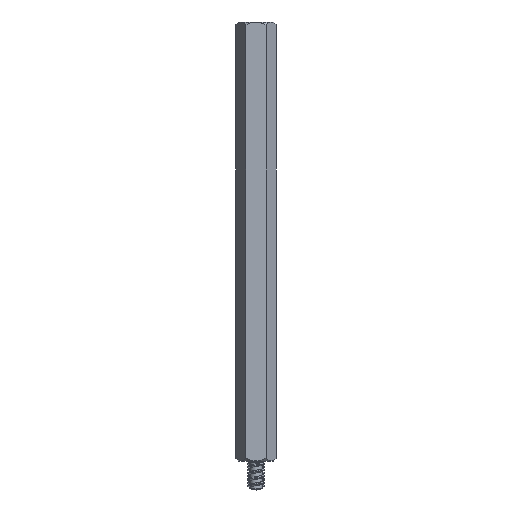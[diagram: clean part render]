
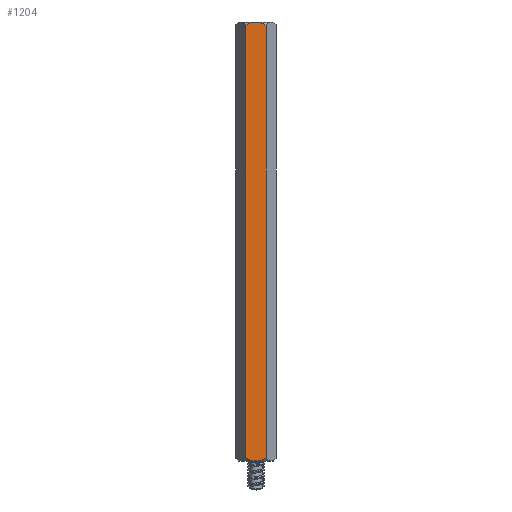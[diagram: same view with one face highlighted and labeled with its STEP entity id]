
A CAD part, front view. The second image highlights one B-rep face of the part: STEP entity #1204.
In plain terms, the highlighted planar face has unit normal (0, -1, 0).
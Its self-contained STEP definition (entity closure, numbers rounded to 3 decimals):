
#112=CARTESIAN_POINT('',(1.732,-3.,0.5));
#113=VERTEX_POINT('',#112);
#129=CARTESIAN_POINT('',(-1.732,-3.,0.5));
#130=VERTEX_POINT('',#129);
#131=CARTESIAN_POINT('',(-1.732,-3.,0.5));
#132=CARTESIAN_POINT('',(0.0,-3.,-0.366));
#133=CARTESIAN_POINT('',(1.732,-3.,0.5));
#141=(BOUNDED_CURVE()B_SPLINE_CURVE(2,(#131,#132,#133),.UNSPECIFIED.,.F.,.U.)B_SPLINE_CURVE_WITH_KNOTS((3,3),(0.0,0.359),.UNSPECIFIED.)CURVE()GEOMETRIC_REPRESENTATION_ITEM()RATIONAL_B_SPLINE_CURVE((1.0,1.155,1.0))REPRESENTATION_ITEM(''));
#142=EDGE_CURVE('',#130,#113,#141,.T.);
#223=CARTESIAN_POINT('',(1.732,-3.,75.5));
#224=VERTEX_POINT('',#223);
#283=CARTESIAN_POINT('',(-1.732,-3.,75.5));
#284=VERTEX_POINT('',#283);
#298=CARTESIAN_POINT('',(1.732,-3.0,75.5));
#299=CARTESIAN_POINT('',(0.0,-3.0,76.366));
#300=CARTESIAN_POINT('',(-1.732,-3.0,75.5));
#308=(BOUNDED_CURVE()B_SPLINE_CURVE(2,(#298,#299,#300),.UNSPECIFIED.,.F.,.U.)B_SPLINE_CURVE_WITH_KNOTS((3,3),(0.0,0.359),.UNSPECIFIED.)CURVE()GEOMETRIC_REPRESENTATION_ITEM()RATIONAL_B_SPLINE_CURVE((1.0,1.155,1.0))REPRESENTATION_ITEM(''));
#309=EDGE_CURVE('',#224,#284,#308,.T.);
#1177=CARTESIAN_POINT('',(1.732,-3.,0.5));
#1178=DIRECTION('',(0.0,0.0,1.0));
#1179=VECTOR('',#1178,75.0);
#1180=LINE('',#1177,#1179);
#1181=EDGE_CURVE('',#113,#224,#1180,.T.);
#1188=CARTESIAN_POINT('',(1.732,-3.,0.0));
#1189=DIRECTION('',(0.0,-1.0,0.0));
#1190=DIRECTION('',(0.0,0.0,-1.0));
#1191=AXIS2_PLACEMENT_3D('',#1188,#1189,#1190);
#1192=PLANE('',#1191);
#1193=ORIENTED_EDGE('',*,*,#309,.T.);
#1194=CARTESIAN_POINT('',(-1.732,-3.,0.5));
#1195=DIRECTION('',(0.0,0.0,1.0));
#1196=VECTOR('',#1195,75.0);
#1197=LINE('',#1194,#1196);
#1198=EDGE_CURVE('',#130,#284,#1197,.T.);
#1199=ORIENTED_EDGE('',*,*,#1198,.F.);
#1200=ORIENTED_EDGE('',*,*,#142,.T.);
#1201=ORIENTED_EDGE('',*,*,#1181,.T.);
#1202=EDGE_LOOP('',(#1193,#1199,#1200,#1201));
#1203=FACE_OUTER_BOUND('',#1202,.T.);
#1204=ADVANCED_FACE('',(#1203),#1192,.T.);
